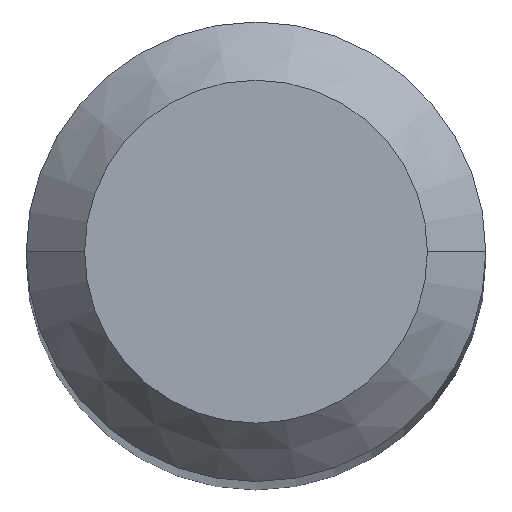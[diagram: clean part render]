
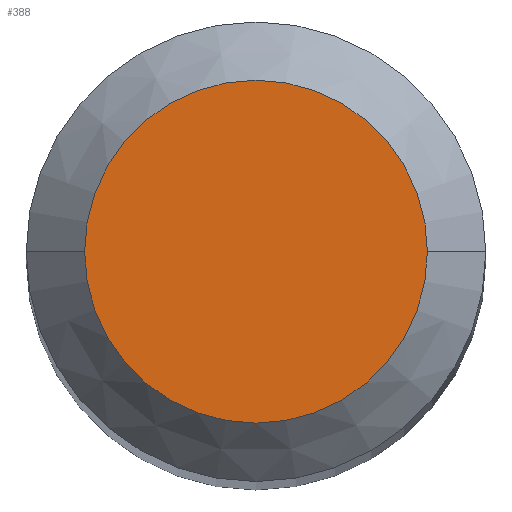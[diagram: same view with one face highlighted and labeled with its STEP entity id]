
A CAD part, top view. The second image highlights one B-rep face of the part: STEP entity #388.
In plain terms, the highlighted planar face has unit normal (0, 0, 1).
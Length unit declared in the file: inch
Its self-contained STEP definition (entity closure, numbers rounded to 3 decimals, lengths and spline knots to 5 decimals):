
#16 = AXIS2_PLACEMENT_3D ( 'NONE', #34, #25, #377 ) ;
#22 = DIRECTION ( 'NONE',  ( 1., 0., 0. ) ) ;
#25 = DIRECTION ( 'NONE',  ( 0., 0., 1. ) ) ;
#34 = CARTESIAN_POINT ( 'NONE',  ( 0., 0., 0. ) ) ;
#48 = EDGE_CURVE ( 'NONE', #55, #91, #274, .T. ) ;
#50 = DIRECTION ( 'NONE',  ( -1., 0., 0. ) ) ;
#55 = VERTEX_POINT ( 'NONE', #207 ) ;
#82 = AXIS2_PLACEMENT_3D ( 'NONE', #304, #120, #22 ) ;
#91 = VERTEX_POINT ( 'NONE', #386 ) ;
#117 = DIRECTION ( 'NONE',  ( 0., 0., -1. ) ) ;
#120 = DIRECTION ( 'NONE',  ( 0., 0., 1. ) ) ;
#121 = ORIENTED_EDGE ( 'NONE', *, *, #361, .T. ) ;
#157 = AXIS2_PLACEMENT_3D ( 'NONE', #297, #117, #50 ) ;
#207 = CARTESIAN_POINT ( 'NONE',  ( -0.04405, 0., 0. ) ) ;
#231 = ORIENTED_EDGE ( 'NONE', *, *, #48, .T. ) ;
#255 = PLANE ( 'NONE',  #157 ) ;
#274 = CIRCLE ( 'NONE', #16, 0.04405 ) ;
#297 = CARTESIAN_POINT ( 'NONE',  ( 0., 0.04405, 0. ) ) ;
#304 = CARTESIAN_POINT ( 'NONE',  ( 0., 0., 0. ) ) ;
#359 = EDGE_LOOP ( 'NONE', ( #231, #121 ) ) ;
#361 = EDGE_CURVE ( 'NONE', #91, #55, #382, .T. ) ;
#377 = DIRECTION ( 'NONE',  ( 1., 0., 0. ) ) ;
#382 = CIRCLE ( 'NONE', #82, 0.04405 ) ;
#386 = CARTESIAN_POINT ( 'NONE',  ( 0.04405, 0., 0. ) ) ;
#388 = ADVANCED_FACE ( 'NONE', ( #411 ), #255, .F. ) ;
#411 = FACE_OUTER_BOUND ( 'NONE', #359, .T. ) ;
